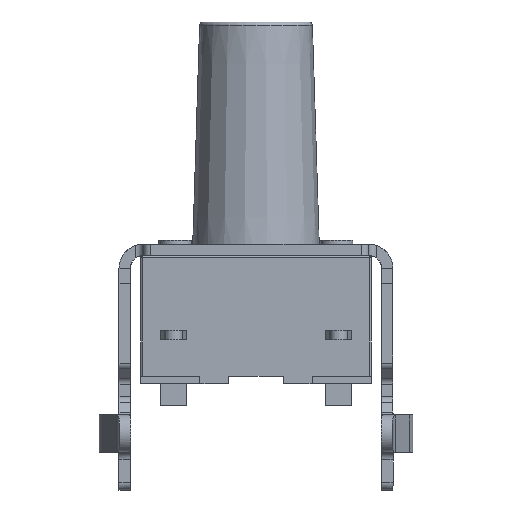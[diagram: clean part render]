
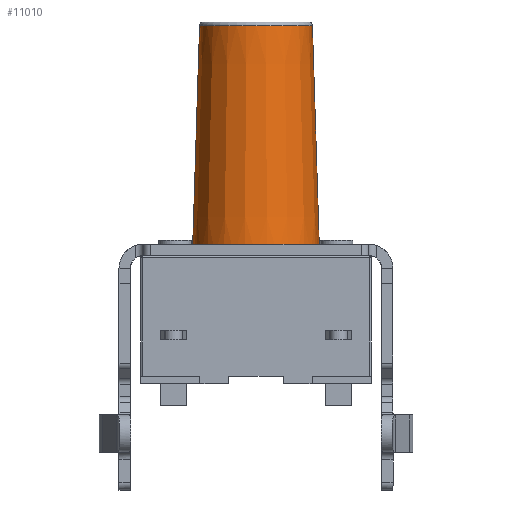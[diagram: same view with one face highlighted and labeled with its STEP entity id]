
A CAD part, front view. The second image highlights one B-rep face of the part: STEP entity #11010.
In plain terms, the highlighted conical face has half-angle 1.796 degrees and reference radius 1.5 mm.
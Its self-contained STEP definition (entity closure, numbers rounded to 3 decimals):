
#6846 = VECTOR ( 'NONE', #6900, 1000. ) ;
#6847 = CARTESIAN_POINT ( 'NONE',  ( -1.5, 4., 8.47 ) ) ;
#6848 = LINE ( 'NONE', #6847, #6846 ) ;
#6850 = CARTESIAN_POINT ( 'NONE',  ( -1.695, 4., 2.25 ) ) ;
#6856 = CARTESIAN_POINT ( 'NONE',  ( 1.695, 4., 2.25 ) ) ;
#6857 = DIRECTION ( 'NONE',  ( 0.031, 0., -1. ) ) ;
#6858 = VECTOR ( 'NONE', #6857, 1000. ) ;
#6859 = CARTESIAN_POINT ( 'NONE',  ( 1.5, 4., 8.47 ) ) ;
#6860 = LINE ( 'NONE', #6859, #6858 ) ;
#6900 = DIRECTION ( 'NONE',  ( -0.031, 0., -1. ) ) ;
#6901 = CARTESIAN_POINT ( 'NONE',  ( 1.503, 4., 8.373 ) ) ;
#6902 = CARTESIAN_POINT ( 'NONE',  ( -1.503, 4., 8.373 ) ) ;
#7126 = DIRECTION ( 'NONE',  ( 1., 0., 0. ) ) ;
#7127 = DIRECTION ( 'NONE',  ( 0., 0., 1. ) ) ;
#7128 = CARTESIAN_POINT ( 'NONE',  ( 0., 4., 2.25 ) ) ;
#7129 = AXIS2_PLACEMENT_3D ( 'NONE', #7128, #7127, #7126 ) ;
#7130 = CIRCLE ( 'NONE', #7129, 1.695 ) ;
#7170 = CARTESIAN_POINT ( 'NONE',  ( 0., 4., 8.373 ) ) ;
#7211 = DIRECTION ( 'NONE',  ( 1., 0., 0. ) ) ;
#7212 = DIRECTION ( 'NONE',  ( 0., 0., -1. ) ) ;
#7213 = AXIS2_PLACEMENT_3D ( 'NONE', #7170, #7212, #7211 ) ;
#7214 = CIRCLE ( 'NONE', #7213, 1.503 ) ;
#7465 = FACE_OUTER_BOUND ( 'NONE', #10929, .T. ) ;
#7501 = DIRECTION ( 'NONE',  ( -1., 0., 0. ) ) ;
#7502 = DIRECTION ( 'NONE',  ( 0., 0., -1. ) ) ;
#7503 = CARTESIAN_POINT ( 'NONE',  ( 0., 4., 8.47 ) ) ;
#7504 = AXIS2_PLACEMENT_3D ( 'NONE', #7503, #7502, #7501 ) ;
#7507 = CONICAL_SURFACE ( 'NONE', #7504, 1.5, 0.031 ) ;
#10815 = EDGE_CURVE ( 'NONE', #10831, #10816, #6860, .T. ) ;
#10816 = VERTEX_POINT ( 'NONE', #6856 ) ;
#10819 = VERTEX_POINT ( 'NONE', #6850 ) ;
#10821 = EDGE_CURVE ( 'NONE', #10830, #10819, #6848, .T. ) ;
#10830 = VERTEX_POINT ( 'NONE', #6902 ) ;
#10831 = VERTEX_POINT ( 'NONE', #6901 ) ;
#10907 = EDGE_CURVE ( 'NONE', #10819, #10816, #7130, .T. ) ;
#10929 = EDGE_LOOP ( 'NONE', ( #10930, #10931, #10933, #10934 ) ) ;
#10930 = ORIENTED_EDGE ( 'NONE', *, *, #10815, .F. ) ;
#10931 = ORIENTED_EDGE ( 'NONE', *, *, #10932, .T. ) ;
#10932 = EDGE_CURVE ( 'NONE', #10831, #10830, #7214, .T. ) ;
#10933 = ORIENTED_EDGE ( 'NONE', *, *, #10821, .T. ) ;
#10934 = ORIENTED_EDGE ( 'NONE', *, *, #10907, .T. ) ;
#11010 = ADVANCED_FACE ( 'NONE', ( #7465 ), #7507, .T. ) ;
